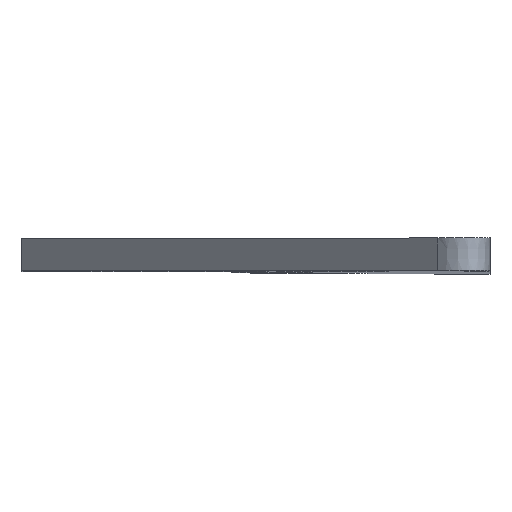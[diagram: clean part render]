
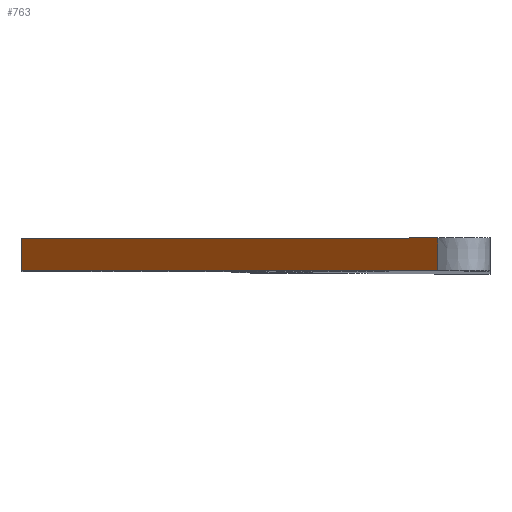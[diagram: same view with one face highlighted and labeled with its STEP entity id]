
A CAD part, top view. The second image highlights one B-rep face of the part: STEP entity #763.
In plain terms, the highlighted planar face has unit normal (-0.707, 0, 0.707).
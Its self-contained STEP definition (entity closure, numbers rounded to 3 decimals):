
#36=B_SPLINE_CURVE_WITH_KNOTS('',3,(#1360,#1361,#1362,#1363),
 .UNSPECIFIED.,.F.,.F.,(4,4),(0.,0.318),
 .UNSPECIFIED.);
#118=FACE_OUTER_BOUND('',#168,.T.);
#168=EDGE_LOOP('',(#698,#699,#700,#701));
#179=LINE('',#1075,#249);
#181=LINE('',#1079,#251);
#222=LINE('',#1269,#292);
#249=VECTOR('',#868,10.);
#251=VECTOR('',#872,10.);
#292=VECTOR('',#987,10.);
#318=VERTEX_POINT('',#1072);
#319=VERTEX_POINT('',#1074);
#320=VERTEX_POINT('',#1078);
#376=VERTEX_POINT('',#1249);
#393=EDGE_CURVE('',#319,#318,#179,.T.);
#395=EDGE_CURVE('',#319,#320,#181,.T.);
#466=EDGE_CURVE('',#376,#318,#222,.T.);
#482=EDGE_CURVE('',#320,#376,#36,.T.);
#698=ORIENTED_EDGE('',*,*,#482,.F.);
#699=ORIENTED_EDGE('',*,*,#395,.F.);
#700=ORIENTED_EDGE('',*,*,#393,.T.);
#701=ORIENTED_EDGE('',*,*,#466,.F.);
#725=PLANE('',#843);
#763=ADVANCED_FACE('',(#118),#725,.T.);
#843=AXIS2_PLACEMENT_3D('',#1380,#1045,#1046);
#868=DIRECTION('',(0.,-1.,0.));
#872=DIRECTION('',(0.707,0.,0.707));
#987=DIRECTION('',(-0.707,0.,-0.707));
#1045=DIRECTION('center_axis',(-0.707,0.,0.707));
#1046=DIRECTION('ref_axis',(-0.707,0.,-0.707));
#1072=CARTESIAN_POINT('',(-60.,23.325,81.421));
#1074=CARTESIAN_POINT('',(-60.,26.5,81.421));
#1075=CARTESIAN_POINT('',(-60.,26.5,81.421));
#1078=CARTESIAN_POINT('',(-19.121,26.5,122.3));
#1079=CARTESIAN_POINT('',(-141.421,26.5,0.));
#1249=CARTESIAN_POINT('',(-19.121,23.325,122.3));
#1269=CARTESIAN_POINT('',(-141.421,23.325,0.));
#1360=CARTESIAN_POINT('Ctrl Pts',(-19.121,26.5,122.3));
#1361=CARTESIAN_POINT('Ctrl Pts',(-19.121,25.442,122.3));
#1362=CARTESIAN_POINT('Ctrl Pts',(-19.121,24.383,122.3));
#1363=CARTESIAN_POINT('Ctrl Pts',(-19.121,23.325,122.3));
#1380=CARTESIAN_POINT('Origin',(-14.,26.5,127.421));
